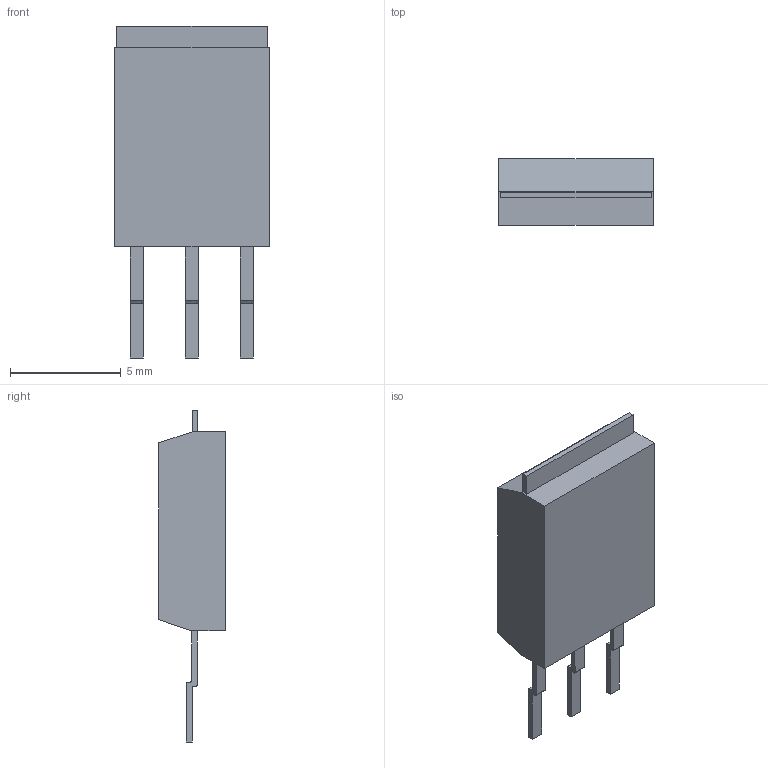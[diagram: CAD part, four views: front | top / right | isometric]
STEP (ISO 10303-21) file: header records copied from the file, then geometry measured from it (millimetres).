
FILE_DESCRIPTION(('FreeCAD Model'),'2;1');
FILE_NAME('А57.step', '2020-03-31T18:37:08',('Author'),(''), 'Open CASCADE STEP processor 7.3','FreeCAD','Unknown');
FILE_SCHEMA(('AUTOMOTIVE_DESIGN { 1 0 10303 214 1 1 1 1 }'));
Length unit declared in the file: millimetre
Products named in the file (5): Body; ???; Body002; Body004; Body003
Bounding box: 7 x 3.01 x 15.01 mm (x, y, z)
Volume: 187.8 mm3; surface area: 259.6 mm2
Topology: 5 solids, 5 shells, 44 faces, 102 edges, 68 vertices
Faces by surface type: plane 38, extrusion 6
Entity records: 2687 total; most frequent: CARTESIAN_POINT 509, DIRECTION 366, VECTOR 288, LINE 282, ORIENTED_EDGE 204, PCURVE 204, DEFINITIONAL_REPRESENTATION 204, EDGE_CURVE 102
